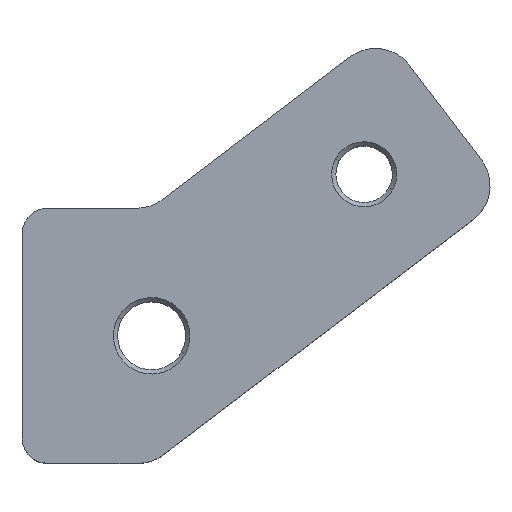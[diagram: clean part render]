
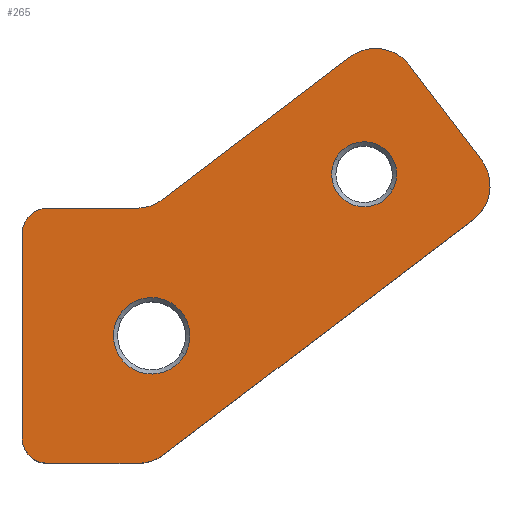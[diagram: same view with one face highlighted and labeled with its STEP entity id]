
A CAD part, top view. The second image highlights one B-rep face of the part: STEP entity #265.
In plain terms, the highlighted planar face has unit normal (0, 0, 1).
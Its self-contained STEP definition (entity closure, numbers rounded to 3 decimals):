
#57=CARTESIAN_POINT('Axis2P3D Location',(25.,19.,15.)) ;
#61=CARTESIAN_POINT('Vertex',(28.355,17.167,15.)) ;
#63=CARTESIAN_POINT('Vertex',(21.645,20.833,15.)) ;
#92=CARTESIAN_POINT('Axis2P3D Location',(25.,19.,15.)) ;
#140=CARTESIAN_POINT('Axis2P3D Location',(0.,0.,15.)) ;
#145=CARTESIAN_POINT('Line Origine',(-15.25,0.,15.)) ;
#149=CARTESIAN_POINT('Vertex',(-15.25,12.,15.)) ;
#151=CARTESIAN_POINT('Vertex',(-15.25,-12.,15.)) ;
#154=CARTESIAN_POINT('Axis2P3D Location',(-12.25,-12.,15.)) ;
#158=CARTESIAN_POINT('Vertex',(-12.25,-15.,15.)) ;
#161=CARTESIAN_POINT('Line Origine',(-6.92,-15.,15.)) ;
#165=CARTESIAN_POINT('Vertex',(-1.589,-15.,15.)) ;
#168=CARTESIAN_POINT('Axis2P3D Location',(-1.589,-10.,15.)) ;
#172=CARTESIAN_POINT('Vertex',(1.436,-13.981,15.)) ;
#175=CARTESIAN_POINT('Line Origine',(19.635,-0.15,15.)) ;
#179=CARTESIAN_POINT('Vertex',(37.834,13.682,15.)) ;
#182=CARTESIAN_POINT('Axis2P3D Location',(34.809,17.662,15.)) ;
#186=CARTESIAN_POINT('Vertex',(38.79,20.688,15.)) ;
#189=CARTESIAN_POINT('Line Origine',(34.554,26.261,15.)) ;
#193=CARTESIAN_POINT('Vertex',(30.318,31.834,15.)) ;
#196=CARTESIAN_POINT('Axis2P3D Location',(26.338,28.809,15.)) ;
#200=CARTESIAN_POINT('Vertex',(23.312,32.79,15.)) ;
#203=CARTESIAN_POINT('Line Origine',(12.279,24.404,15.)) ;
#207=CARTESIAN_POINT('Vertex',(1.246,16.019,15.)) ;
#210=CARTESIAN_POINT('Axis2P3D Location',(-1.78,20.,15.)) ;
#214=CARTESIAN_POINT('Vertex',(-1.78,15.,15.)) ;
#217=CARTESIAN_POINT('Line Origine',(-7.015,15.,15.)) ;
#221=CARTESIAN_POINT('Vertex',(-12.25,15.,15.)) ;
#224=CARTESIAN_POINT('Axis2P3D Location',(-12.25,12.,15.)) ;
#247=CARTESIAN_POINT('Axis2P3D Location',(0.,0.,15.)) ;
#251=CARTESIAN_POINT('Vertex',(-3.949,2.157,15.)) ;
#253=CARTESIAN_POINT('Vertex',(3.949,-2.157,15.)) ;
#256=CARTESIAN_POINT('Axis2P3D Location',(0.,0.,15.)) ;
#58=DIRECTION('Axis2P3D Direction',(0.,0.,1.)) ;
#93=DIRECTION('Axis2P3D Direction',(0.,0.,1.)) ;
#141=DIRECTION('Axis2P3D Direction',(0.,-0.,1.)) ;
#142=DIRECTION('Axis2P3D XDirection',(1.,0.,0.)) ;
#146=DIRECTION('Vector Direction',(0.,-1.,0.)) ;
#155=DIRECTION('Axis2P3D Direction',(0.,-0.,1.)) ;
#162=DIRECTION('Vector Direction',(1.,0.,0.)) ;
#169=DIRECTION('Axis2P3D Direction',(0.,-0.,1.)) ;
#176=DIRECTION('Vector Direction',(0.796,0.605,0.)) ;
#183=DIRECTION('Axis2P3D Direction',(0.,-0.,1.)) ;
#190=DIRECTION('Vector Direction',(0.605,-0.796,0.)) ;
#197=DIRECTION('Axis2P3D Direction',(0.,-0.,1.)) ;
#204=DIRECTION('Vector Direction',(0.796,0.605,0.)) ;
#211=DIRECTION('Axis2P3D Direction',(0.,-0.,1.)) ;
#218=DIRECTION('Vector Direction',(1.,0.,0.)) ;
#225=DIRECTION('Axis2P3D Direction',(0.,-0.,1.)) ;
#248=DIRECTION('Axis2P3D Direction',(0.,-0.,1.)) ;
#257=DIRECTION('Axis2P3D Direction',(0.,-0.,1.)) ;
#59=AXIS2_PLACEMENT_3D('Circle Axis2P3D',#57,#58,$) ;
#94=AXIS2_PLACEMENT_3D('Circle Axis2P3D',#92,#93,$) ;
#143=AXIS2_PLACEMENT_3D('Plane Axis2P3D',#140,#141,#142) ;
#156=AXIS2_PLACEMENT_3D('Circle Axis2P3D',#154,#155,$) ;
#170=AXIS2_PLACEMENT_3D('Circle Axis2P3D',#168,#169,$) ;
#184=AXIS2_PLACEMENT_3D('Circle Axis2P3D',#182,#183,$) ;
#198=AXIS2_PLACEMENT_3D('Circle Axis2P3D',#196,#197,$) ;
#212=AXIS2_PLACEMENT_3D('Circle Axis2P3D',#210,#211,$) ;
#226=AXIS2_PLACEMENT_3D('Circle Axis2P3D',#224,#225,$) ;
#249=AXIS2_PLACEMENT_3D('Circle Axis2P3D',#247,#248,$) ;
#258=AXIS2_PLACEMENT_3D('Circle Axis2P3D',#256,#257,$) ;
#230=ORIENTED_EDGE('',*,*,#153,.T.) ;
#231=ORIENTED_EDGE('',*,*,#160,.F.) ;
#232=ORIENTED_EDGE('',*,*,#167,.T.) ;
#233=ORIENTED_EDGE('',*,*,#174,.F.) ;
#234=ORIENTED_EDGE('',*,*,#181,.T.) ;
#235=ORIENTED_EDGE('',*,*,#188,.F.) ;
#236=ORIENTED_EDGE('',*,*,#195,.T.) ;
#237=ORIENTED_EDGE('',*,*,#202,.F.) ;
#238=ORIENTED_EDGE('',*,*,#209,.T.) ;
#239=ORIENTED_EDGE('',*,*,#216,.T.) ;
#240=ORIENTED_EDGE('',*,*,#223,.T.) ;
#241=ORIENTED_EDGE('',*,*,#228,.F.) ;
#244=ORIENTED_EDGE('',*,*,#96,.F.) ;
#245=ORIENTED_EDGE('',*,*,#65,.F.) ;
#262=ORIENTED_EDGE('',*,*,#255,.F.) ;
#263=ORIENTED_EDGE('',*,*,#260,.F.) ;
#246=FACE_BOUND('',#243,.T.) ;
#264=FACE_BOUND('',#261,.T.) ;
#147=VECTOR('Line Direction',#146,1.) ;
#163=VECTOR('Line Direction',#162,1.) ;
#177=VECTOR('Line Direction',#176,1.) ;
#191=VECTOR('Line Direction',#190,1.) ;
#205=VECTOR('Line Direction',#204,1.) ;
#219=VECTOR('Line Direction',#218,1.) ;
#265=ADVANCED_FACE('Support Limiteur Freinage',(#242,#246,#264),#144,.T.) ;
#60=CIRCLE('generated circle',#59,3.824) ;
#95=CIRCLE('generated circle',#94,3.824) ;
#157=CIRCLE('generated circle',#156,3.) ;
#171=CIRCLE('generated circle',#170,5.) ;
#185=CIRCLE('generated circle',#184,5.) ;
#199=CIRCLE('generated circle',#198,5.) ;
#213=CIRCLE('generated circle',#212,5.) ;
#227=CIRCLE('generated circle',#226,3.) ;
#250=CIRCLE('generated circle',#249,4.5) ;
#259=CIRCLE('generated circle',#258,4.5) ;
#65=EDGE_CURVE('',#62,#64,#60,.T.) ;
#96=EDGE_CURVE('',#64,#62,#95,.T.) ;
#153=EDGE_CURVE('',#150,#152,#148,.T.) ;
#160=EDGE_CURVE('',#159,#152,#157,.F.) ;
#167=EDGE_CURVE('',#159,#166,#164,.T.) ;
#174=EDGE_CURVE('',#173,#166,#171,.F.) ;
#181=EDGE_CURVE('',#173,#180,#178,.T.) ;
#188=EDGE_CURVE('',#187,#180,#185,.F.) ;
#195=EDGE_CURVE('',#187,#194,#192,.F.) ;
#202=EDGE_CURVE('',#201,#194,#199,.F.) ;
#209=EDGE_CURVE('',#201,#208,#206,.F.) ;
#216=EDGE_CURVE('',#208,#215,#213,.F.) ;
#223=EDGE_CURVE('',#215,#222,#220,.F.) ;
#228=EDGE_CURVE('',#150,#222,#227,.F.) ;
#255=EDGE_CURVE('',#252,#254,#250,.T.) ;
#260=EDGE_CURVE('',#254,#252,#259,.T.) ;
#229=EDGE_LOOP('',(#230,#231,#232,#233,#234,#235,#236,#237,#238,#239,#240,#241)) ;
#243=EDGE_LOOP('',(#244,#245)) ;
#261=EDGE_LOOP('',(#262,#263)) ;
#242=FACE_OUTER_BOUND('',#229,.T.) ;
#148=LINE('Line',#145,#147) ;
#164=LINE('Line',#161,#163) ;
#178=LINE('Line',#175,#177) ;
#192=LINE('Line',#189,#191) ;
#206=LINE('Line',#203,#205) ;
#220=LINE('Line',#217,#219) ;
#144=PLANE('Plane',#143) ;
#62=VERTEX_POINT('',#61) ;
#64=VERTEX_POINT('',#63) ;
#150=VERTEX_POINT('',#149) ;
#152=VERTEX_POINT('',#151) ;
#159=VERTEX_POINT('',#158) ;
#166=VERTEX_POINT('',#165) ;
#173=VERTEX_POINT('',#172) ;
#180=VERTEX_POINT('',#179) ;
#187=VERTEX_POINT('',#186) ;
#194=VERTEX_POINT('',#193) ;
#201=VERTEX_POINT('',#200) ;
#208=VERTEX_POINT('',#207) ;
#215=VERTEX_POINT('',#214) ;
#222=VERTEX_POINT('',#221) ;
#252=VERTEX_POINT('',#251) ;
#254=VERTEX_POINT('',#253) ;
